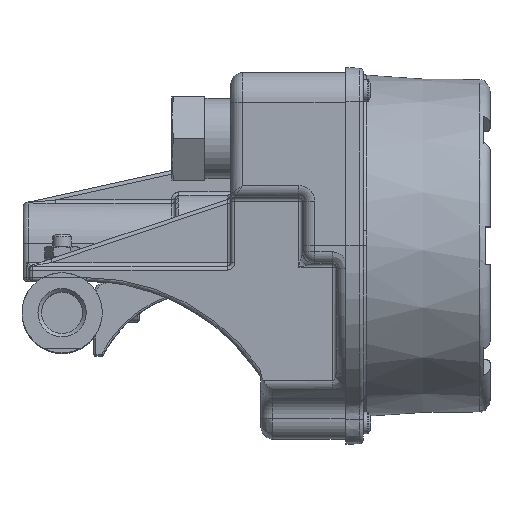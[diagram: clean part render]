
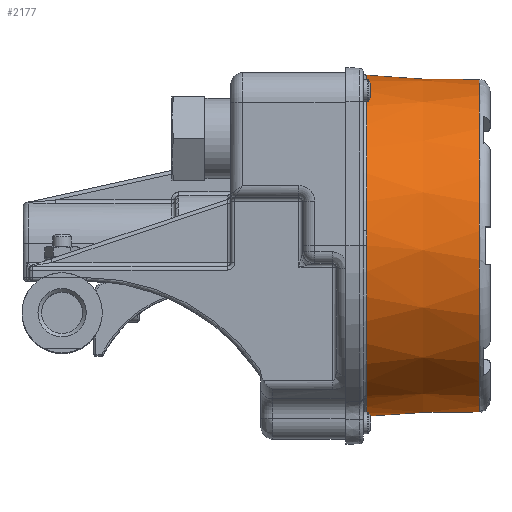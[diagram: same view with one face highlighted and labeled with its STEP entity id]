
A CAD part, top view. The second image highlights one B-rep face of the part: STEP entity #2177.
In plain terms, the highlighted conical face has half-angle 2 degrees and reference radius 72.39 mm.
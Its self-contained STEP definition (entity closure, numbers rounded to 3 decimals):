
#640=B_SPLINE_CURVE_WITH_KNOTS('',3,(#31911,#31912,#31913,#31914),
 .UNSPECIFIED.,.F.,.F.,(4,4),(0.,1.),.UNSPECIFIED.);
#641=B_SPLINE_CURVE_WITH_KNOTS('',3,(#31918,#31919,#31920,#31921),
 .UNSPECIFIED.,.F.,.F.,(4,4),(0.,1.),.UNSPECIFIED.);
#642=B_SPLINE_CURVE_WITH_KNOTS('',3,(#31925,#31926,#31927,#31928),
 .UNSPECIFIED.,.F.,.F.,(4,4),(0.,1.),.UNSPECIFIED.);
#643=B_SPLINE_CURVE_WITH_KNOTS('',3,(#31932,#31933,#31934,#31935),
 .UNSPECIFIED.,.F.,.F.,(4,4),(0.,1.),.UNSPECIFIED.);
#644=B_SPLINE_CURVE_WITH_KNOTS('',3,(#31939,#31940,#31941,#31942),
 .UNSPECIFIED.,.F.,.F.,(4,4),(0.,1.),.UNSPECIFIED.);
#645=B_SPLINE_CURVE_WITH_KNOTS('',3,(#31946,#31947,#31948,#31949),
 .UNSPECIFIED.,.F.,.F.,(4,4),(0.,1.),.UNSPECIFIED.);
#646=B_SPLINE_CURVE_WITH_KNOTS('',3,(#31950,#31951,#31952,#31953,#31954,
#31955,#31956),.UNSPECIFIED.,.F.,.F.,(4,3,4),(0.,0.496,1.),
 .UNSPECIFIED.);
#647=B_SPLINE_CURVE_WITH_KNOTS('',3,(#31958,#31959,#31960,#31961,#31962,
#31963,#31964),.UNSPECIFIED.,.F.,.F.,(4,3,4),(0.,0.504,1.),
 .UNSPECIFIED.);
#745=CONICAL_SURFACE('',#15159,72.39,2.);
#1039=FACE_BOUND('',#4249,.T.);
#1040=FACE_BOUND('',#4250,.T.);
#2177=ADVANCED_FACE('',(#1039,#1040),#745,.T.);
#4249=EDGE_LOOP('',(#8400,#8401,#8402,#8403,#8404,#8405,#8406,#8407,#8408,
#8409,#8410,#8411));
#4250=EDGE_LOOP('',(#8412,#8413,#8414,#8415));
#5093=CIRCLE('',#15135,70.672);
#5109=CIRCLE('',#15152,72.336);
#5110=CIRCLE('',#15153,72.337);
#5111=CIRCLE('',#15154,72.336);
#5112=CIRCLE('',#15155,72.337);
#5113=CIRCLE('',#15156,72.336);
#5114=CIRCLE('',#15157,72.337);
#5115=CIRCLE('',#15158,70.882);
#8400=ORIENTED_EDGE('',*,*,#11946,.T.);
#8401=ORIENTED_EDGE('',*,*,#11947,.T.);
#8402=ORIENTED_EDGE('',*,*,#11948,.T.);
#8403=ORIENTED_EDGE('',*,*,#11949,.T.);
#8404=ORIENTED_EDGE('',*,*,#11950,.T.);
#8405=ORIENTED_EDGE('',*,*,#11951,.T.);
#8406=ORIENTED_EDGE('',*,*,#11952,.T.);
#8407=ORIENTED_EDGE('',*,*,#11953,.T.);
#8408=ORIENTED_EDGE('',*,*,#11954,.T.);
#8409=ORIENTED_EDGE('',*,*,#11955,.T.);
#8410=ORIENTED_EDGE('',*,*,#11956,.T.);
#8411=ORIENTED_EDGE('',*,*,#11957,.T.);
#8412=ORIENTED_EDGE('',*,*,#11958,.F.);
#8413=ORIENTED_EDGE('',*,*,#11914,.T.);
#8414=ORIENTED_EDGE('',*,*,#11959,.F.);
#8415=ORIENTED_EDGE('',*,*,#11960,.T.);
#10109=VERTEX_POINT('',#31792);
#10110=VERTEX_POINT('',#31793);
#10141=VERTEX_POINT('',#31909);
#10142=VERTEX_POINT('',#31910);
#10143=VERTEX_POINT('',#31915);
#10144=VERTEX_POINT('',#31917);
#10145=VERTEX_POINT('',#31922);
#10146=VERTEX_POINT('',#31924);
#10147=VERTEX_POINT('',#31929);
#10148=VERTEX_POINT('',#31931);
#10149=VERTEX_POINT('',#31936);
#10150=VERTEX_POINT('',#31938);
#10151=VERTEX_POINT('',#31943);
#10152=VERTEX_POINT('',#31945);
#10153=VERTEX_POINT('',#31957);
#10154=VERTEX_POINT('',#31965);
#11914=EDGE_CURVE('',#10109,#10110,#5093,.T.);
#11946=EDGE_CURVE('',#10141,#10142,#5109,.T.);
#11947=EDGE_CURVE('',#10142,#10143,#640,.T.);
#11948=EDGE_CURVE('',#10143,#10144,#5110,.T.);
#11949=EDGE_CURVE('',#10144,#10145,#641,.T.);
#11950=EDGE_CURVE('',#10145,#10146,#5111,.T.);
#11951=EDGE_CURVE('',#10146,#10147,#642,.T.);
#11952=EDGE_CURVE('',#10147,#10148,#5112,.T.);
#11953=EDGE_CURVE('',#10148,#10149,#643,.T.);
#11954=EDGE_CURVE('',#10149,#10150,#5113,.T.);
#11955=EDGE_CURVE('',#10150,#10151,#644,.T.);
#11956=EDGE_CURVE('',#10151,#10152,#5114,.T.);
#11957=EDGE_CURVE('',#10152,#10141,#645,.T.);
#11958=EDGE_CURVE('',#10109,#10153,#646,.T.);
#11959=EDGE_CURVE('',#10154,#10110,#647,.T.);
#11960=EDGE_CURVE('',#10154,#10153,#5115,.T.);
#15135=AXIS2_PLACEMENT_3D('',#31791,#18808,#18809);
#15152=AXIS2_PLACEMENT_3D('',#31908,#18842,#18843);
#15153=AXIS2_PLACEMENT_3D('',#31916,#18844,#18845);
#15154=AXIS2_PLACEMENT_3D('',#31923,#18846,#18847);
#15155=AXIS2_PLACEMENT_3D('',#31930,#18848,#18849);
#15156=AXIS2_PLACEMENT_3D('',#31937,#18850,#18851);
#15157=AXIS2_PLACEMENT_3D('',#31944,#18852,#18853);
#15158=AXIS2_PLACEMENT_3D('',#31966,#18854,#18855);
#15159=AXIS2_PLACEMENT_3D('',#31967,#18856,#18857);
#18808=DIRECTION('',(-1.,0.,0.));
#18809=DIRECTION('',(0.,0.,1.));
#18842=DIRECTION('',(1.,0.,0.));
#18843=DIRECTION('',(0.,0.,1.));
#18844=DIRECTION('',(1.,0.,0.));
#18845=DIRECTION('',(0.,0.,-1.));
#18846=DIRECTION('',(1.,0.,0.));
#18847=DIRECTION('',(0.,0.,1.));
#18848=DIRECTION('',(1.,0.,0.));
#18849=DIRECTION('',(0.,0.,-1.));
#18850=DIRECTION('',(1.,0.,0.));
#18851=DIRECTION('',(0.,0.,1.));
#18852=DIRECTION('',(1.,0.,0.));
#18853=DIRECTION('',(0.,0.,-1.));
#18854=DIRECTION('',(-1.,0.,0.));
#18855=DIRECTION('',(0.,0.,1.));
#18856=DIRECTION('',(-1.,0.,0.));
#18857=DIRECTION('',(0.,0.,-1.));
#31791=CARTESIAN_POINT('',(176.931,28.581,123.5));
#31792=CARTESIAN_POINT('',(176.931,20.644,53.275));
#31793=CARTESIAN_POINT('',(176.931,36.519,53.275));
#31908=CARTESIAN_POINT('',(129.262,28.581,123.5));
#31909=CARTESIAN_POINT('',(129.262,32.878,51.291));
#31910=CARTESIAN_POINT('',(129.262,60.965,58.817));
#31911=CARTESIAN_POINT('',(129.262,60.965,58.817));
#31912=CARTESIAN_POINT('',(129.262,61.64,59.155));
#31913=CARTESIAN_POINT('',(129.25,62.31,59.503));
#31914=CARTESIAN_POINT('',(129.25,62.974,59.862));
#31915=CARTESIAN_POINT('',(129.25,62.974,59.862));
#31916=CARTESIAN_POINT('',(129.25,28.581,123.5));
#31917=CARTESIAN_POINT('',(129.25,100.918,123.5));
#31918=CARTESIAN_POINT('',(129.25,100.918,123.5));
#31919=CARTESIAN_POINT('',(129.25,100.918,125.583));
#31920=CARTESIAN_POINT('',(129.262,100.828,127.662));
#31921=CARTESIAN_POINT('',(129.262,100.648,129.737));
#31922=CARTESIAN_POINT('',(129.262,100.648,129.737));
#31923=CARTESIAN_POINT('',(129.262,28.581,123.5));
#31924=CARTESIAN_POINT('',(129.262,34.818,195.567));
#31925=CARTESIAN_POINT('',(129.262,34.818,195.567));
#31926=CARTESIAN_POINT('',(129.262,32.743,195.747));
#31927=CARTESIAN_POINT('',(129.25,30.664,195.837));
#31928=CARTESIAN_POINT('',(129.25,28.581,195.837));
#31929=CARTESIAN_POINT('',(129.25,28.581,195.837));
#31930=CARTESIAN_POINT('',(129.25,28.581,123.5));
#31931=CARTESIAN_POINT('',(129.25,-35.057,157.892));
#31932=CARTESIAN_POINT('',(129.25,-35.057,157.892));
#31933=CARTESIAN_POINT('',(129.25,-35.416,157.228));
#31934=CARTESIAN_POINT('',(129.262,-35.764,156.559));
#31935=CARTESIAN_POINT('',(129.262,-36.102,155.884));
#31936=CARTESIAN_POINT('',(129.262,-36.102,155.884));
#31937=CARTESIAN_POINT('',(129.262,28.581,123.5));
#31938=CARTESIAN_POINT('',(129.262,-43.628,127.796));
#31939=CARTESIAN_POINT('',(129.262,-43.628,127.796));
#31940=CARTESIAN_POINT('',(129.262,-43.672,127.043));
#31941=CARTESIAN_POINT('',(129.25,-43.706,126.289));
#31942=CARTESIAN_POINT('',(129.25,-43.727,125.534));
#31943=CARTESIAN_POINT('',(129.25,-43.727,125.534));
#31944=CARTESIAN_POINT('',(129.25,28.581,123.5));
#31945=CARTESIAN_POINT('',(129.25,30.616,51.192));
#31946=CARTESIAN_POINT('',(129.25,30.616,51.192));
#31947=CARTESIAN_POINT('',(129.25,31.37,51.213));
#31948=CARTESIAN_POINT('',(129.262,32.124,51.246));
#31949=CARTESIAN_POINT('',(129.262,32.878,51.291));
#31950=CARTESIAN_POINT('',(176.931,20.644,53.275));
#31951=CARTESIAN_POINT('',(175.936,20.644,53.24));
#31952=CARTESIAN_POINT('',(174.94,20.644,53.205));
#31953=CARTESIAN_POINT('',(173.945,20.644,53.17));
#31954=CARTESIAN_POINT('',(172.933,20.644,53.135));
#31955=CARTESIAN_POINT('',(171.922,20.644,53.099));
#31956=CARTESIAN_POINT('',(170.91,20.644,53.064));
#31957=CARTESIAN_POINT('',(170.91,20.644,53.064));
#31958=CARTESIAN_POINT('',(170.91,36.519,53.064));
#31959=CARTESIAN_POINT('',(171.922,36.519,53.099));
#31960=CARTESIAN_POINT('',(172.933,36.519,53.135));
#31961=CARTESIAN_POINT('',(173.945,36.519,53.17));
#31962=CARTESIAN_POINT('',(174.94,36.519,53.205));
#31963=CARTESIAN_POINT('',(175.936,36.519,53.24));
#31964=CARTESIAN_POINT('',(176.931,36.519,53.275));
#31965=CARTESIAN_POINT('',(170.91,36.519,53.064));
#31966=CARTESIAN_POINT('',(170.91,28.581,123.5));
#31967=CARTESIAN_POINT('',(127.73,28.581,123.5));
